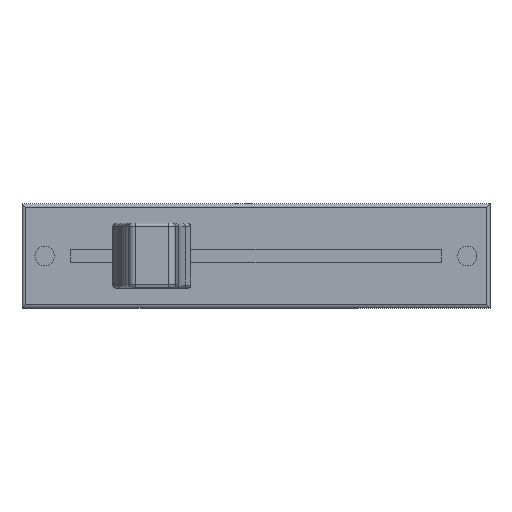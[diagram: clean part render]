
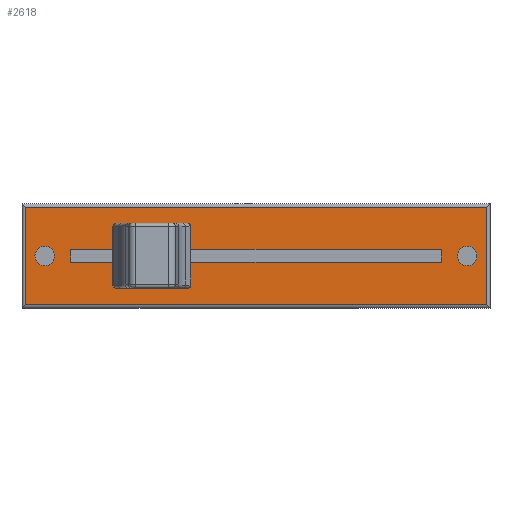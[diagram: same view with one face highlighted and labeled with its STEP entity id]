
A CAD part, top view. The second image highlights one B-rep face of the part: STEP entity #2618.
In plain terms, the highlighted planar face has unit normal (0, 0, 1).
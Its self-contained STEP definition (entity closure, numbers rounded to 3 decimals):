
#28=FACE_BOUND('',#428,.T.);
#29=FACE_BOUND('',#429,.T.);
#30=FACE_BOUND('',#430,.T.);
#95=CIRCLE('',#2866,1.5);
#96=CIRCLE('',#2867,1.5);
#274=FACE_OUTER_BOUND('',#427,.T.);
#427=EDGE_LOOP('',(#2241,#2242,#2243,#2244));
#428=EDGE_LOOP('',(#2245));
#429=EDGE_LOOP('',(#2246));
#430=EDGE_LOOP('',(#2247,#2248,#2249,#2250));
#683=LINE('',#4265,#985);
#685=LINE('',#4273,#987);
#687=LINE('',#4279,#989);
#690=LINE('',#4285,#992);
#704=LINE('',#4319,#1006);
#705=LINE('',#4321,#1007);
#706=LINE('',#4323,#1008);
#707=LINE('',#4324,#1009);
#985=VECTOR('',#3457,10.);
#987=VECTOR('',#3465,10.);
#989=VECTOR('',#3471,10.);
#992=VECTOR('',#3478,10.);
#1006=VECTOR('',#3502,10.);
#1007=VECTOR('',#3503,10.);
#1008=VECTOR('',#3504,10.);
#1009=VECTOR('',#3505,10.);
#1239=VERTEX_POINT('',#4263);
#1240=VERTEX_POINT('',#4264);
#1243=VERTEX_POINT('',#4272);
#1245=VERTEX_POINT('',#4278);
#1258=VERTEX_POINT('',#4313);
#1259=VERTEX_POINT('',#4315);
#1260=VERTEX_POINT('',#4317);
#1261=VERTEX_POINT('',#4318);
#1262=VERTEX_POINT('',#4320);
#1263=VERTEX_POINT('',#4322);
#1571=EDGE_CURVE('',#1239,#1240,#683,.T.);
#1575=EDGE_CURVE('',#1240,#1243,#685,.T.);
#1578=EDGE_CURVE('',#1243,#1245,#687,.T.);
#1582=EDGE_CURVE('',#1245,#1239,#690,.T.);
#1596=EDGE_CURVE('',#1258,#1258,#95,.T.);
#1597=EDGE_CURVE('',#1259,#1259,#96,.T.);
#1598=EDGE_CURVE('',#1260,#1261,#704,.T.);
#1599=EDGE_CURVE('',#1261,#1262,#705,.T.);
#1600=EDGE_CURVE('',#1262,#1263,#706,.T.);
#1601=EDGE_CURVE('',#1263,#1260,#707,.T.);
#2241=ORIENTED_EDGE('',*,*,#1571,.F.);
#2242=ORIENTED_EDGE('',*,*,#1582,.F.);
#2243=ORIENTED_EDGE('',*,*,#1578,.F.);
#2244=ORIENTED_EDGE('',*,*,#1575,.F.);
#2245=ORIENTED_EDGE('',*,*,#1596,.T.);
#2246=ORIENTED_EDGE('',*,*,#1597,.T.);
#2247=ORIENTED_EDGE('',*,*,#1598,.T.);
#2248=ORIENTED_EDGE('',*,*,#1599,.T.);
#2249=ORIENTED_EDGE('',*,*,#1600,.T.);
#2250=ORIENTED_EDGE('',*,*,#1601,.T.);
#2468=PLANE('',#2865);
#2618=ADVANCED_FACE('',(#274,#28,#29,#30),#2468,.T.);
#2865=AXIS2_PLACEMENT_3D('',#4312,#3496,#3497);
#2866=AXIS2_PLACEMENT_3D('',#4314,#3498,#3499);
#2867=AXIS2_PLACEMENT_3D('',#4316,#3500,#3501);
#3457=DIRECTION('',(0.,-1.,0.));
#3465=DIRECTION('',(-1.,0.,0.));
#3471=DIRECTION('',(0.,1.,0.));
#3478=DIRECTION('',(1.,0.,0.));
#3496=DIRECTION('center_axis',(0.,0.,1.));
#3497=DIRECTION('ref_axis',(1.,0.,0.));
#3498=DIRECTION('center_axis',(0.,0.,-1.));
#3499=DIRECTION('ref_axis',(-1.,0.,0.));
#3500=DIRECTION('center_axis',(0.,0.,-1.));
#3501=DIRECTION('ref_axis',(-1.,0.,0.));
#3502=DIRECTION('',(0.,-1.,0.));
#3503=DIRECTION('',(-1.,0.,0.));
#3504=DIRECTION('',(0.,1.,0.));
#3505=DIRECTION('',(1.,0.,0.));
#4263=CARTESIAN_POINT('',(35.5,7.5,10.2));
#4264=CARTESIAN_POINT('',(35.5,-7.5,10.2));
#4265=CARTESIAN_POINT('',(35.5,-4.,10.2));
#4272=CARTESIAN_POINT('',(-35.5,-7.5,10.2));
#4273=CARTESIAN_POINT('',(-18.,-7.5,10.2));
#4278=CARTESIAN_POINT('',(-35.5,7.5,10.2));
#4279=CARTESIAN_POINT('',(-35.5,4.,10.2));
#4285=CARTESIAN_POINT('',(18.,7.5,10.2));
#4312=CARTESIAN_POINT('Origin',(0.,0.,10.2));
#4313=CARTESIAN_POINT('',(34.,0.,10.2));
#4314=CARTESIAN_POINT('Origin',(32.5,0.,10.2));
#4315=CARTESIAN_POINT('',(-31.,0.,10.2));
#4316=CARTESIAN_POINT('Origin',(-32.5,0.,10.2));
#4317=CARTESIAN_POINT('',(28.5,1.,10.2));
#4318=CARTESIAN_POINT('',(28.5,-1.,10.2));
#4319=CARTESIAN_POINT('',(28.5,0.5,10.2));
#4320=CARTESIAN_POINT('',(-28.5,-1.,10.2));
#4321=CARTESIAN_POINT('',(14.25,-1.,10.2));
#4322=CARTESIAN_POINT('',(-28.5,1.,10.2));
#4323=CARTESIAN_POINT('',(-28.5,-0.5,10.2));
#4324=CARTESIAN_POINT('',(-14.25,1.,10.2));
